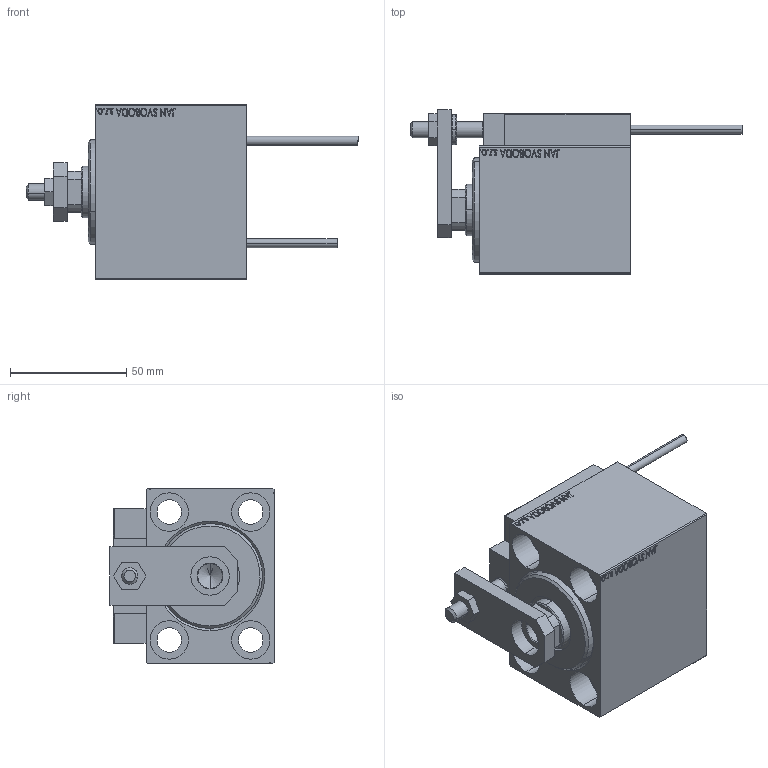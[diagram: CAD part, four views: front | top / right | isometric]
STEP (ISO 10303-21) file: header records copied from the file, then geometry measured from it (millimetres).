
FILE_DESCRIPTION (( 'STEP AP203' ), '1' );
FILE_NAME ('bbd3.STEP', '2022-04-16T23:21:56', ( '' ), ( '' ), 'SwSTEP 2.0', 'SolidWorks 2019', '' );
FILE_SCHEMA (( 'CONFIG_CONTROL_DESIGN' ));
Length unit declared in the file: millimetre
Products named in the file (15): NUT_D12 adffde8604bfc4b4a1ea4b4bf786ac6c; V450CM_C_VCP adffde8604bfc4b4a1ea4b4bf786ac6c; ALLEN BOLT D5 adffde8604bfc4b4a1ea4b4bf786ac6c; TYC_L79 adffde8604bfc4b4a1ea4b4bf786ac6c; V450CM_VC_B adffde8604bfc4b4a1ea4b4bf786ac6c; ZARAZKA adffde8604bfc4b4a1ea4b4bf786ac6c; SWITCH X adffde8604bfc4b4a1ea4b4bf786ac6c; V450CM_C_Body adffde8604bfc4b4a1ea4b4bf786ac6c; KONCOVKA adffde8604bfc4b4a1ea4b4bf786ac6c; SWITCH_X_FRONT_BACK adffde8604bfc4b4a1ea4b4bf786ac6c; MAGNET adffde8604bfc4b4a1ea4b4bf786ac6c; Block adffde8604bfc4b4a1ea4b4bf786ac6c; SWITCH DIM B,W adffde8604bfc4b4a1ea4b4bf786ac6c; ALLEN BOLT D8 adffde8604bfc4b4a1ea4b4bf786ac6c; bbd3
Assembly tree (24 placements, depth 3):
  bbd3
    V450CM_C_Body adffde8604bfc4b4a1ea4b4bf786ac6c
    SWITCH X adffde8604bfc4b4a1ea4b4bf786ac6c
      SWITCH_X_FRONT_BACK adffde8604bfc4b4a1ea4b4bf786ac6c  x2
      TYC_L79 adffde8604bfc4b4a1ea4b4bf786ac6c
      Block adffde8604bfc4b4a1ea4b4bf786ac6c  x2
      ALLEN BOLT D5 adffde8604bfc4b4a1ea4b4bf786ac6c  x4
      ALLEN BOLT D8 adffde8604bfc4b4a1ea4b4bf786ac6c  x4
      MAGNET adffde8604bfc4b4a1ea4b4bf786ac6c  x2
      KONCOVKA adffde8604bfc4b4a1ea4b4bf786ac6c  x2
    NUT_D12 adffde8604bfc4b4a1ea4b4bf786ac6c
    SWITCH DIM B,W adffde8604bfc4b4a1ea4b4bf786ac6c
    ZARAZKA adffde8604bfc4b4a1ea4b4bf786ac6c
    V450CM_C_VCP adffde8604bfc4b4a1ea4b4bf786ac6c
    V450CM_VC_B adffde8604bfc4b4a1ea4b4bf786ac6c
Bounding box: 142.7 x 70.5 x 75 mm (x, y, z)
Volume: 280211.4 mm3; surface area: 74685.5 mm2
Topology: 23 solids, 23 shells, 1278 faces, 3064 edges, 1959 vertices
Faces by surface type: plane 560, bspline 380, cylinder 184, cone 106, torus 44, sphere 4
Entity records: 50115 total; most frequent: CARTESIAN_POINT 25898, ORIENTED_EDGE 5148, DIRECTION 3454, EDGE_CURVE 2574, VERTEX_POINT 1683, LINE 1480, VECTOR 1480, EDGE_LOOP 1187
